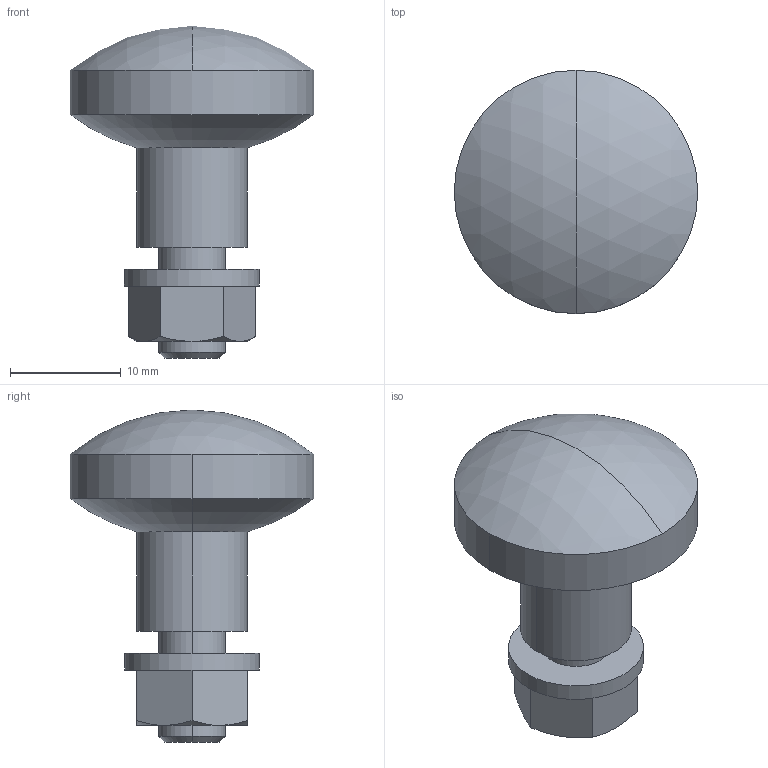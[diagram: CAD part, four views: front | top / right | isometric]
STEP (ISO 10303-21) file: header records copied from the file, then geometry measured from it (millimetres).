
FILE_DESCRIPTION (( 'STEP AP203' ), '1' );
FILE_NAME ('A-1038.STEP', '2008-09-18T12:42:12', ( ' ' ), ( ' ' ), 'SwSTEP 2.0', 'SolidWorks 2007', '' );
FILE_SCHEMA (( 'CONFIG_CONTROL_DESIGN' ));
Length unit declared in the file: millimetre
Products named in the file (4): A-1038; 六角ナットM6（1種）_JIS B 1181 Hexagon nut - Class 1 Finished M6 --N; A-1038杮懱_棉太倌; スプリングワッシャーM6_JIS B 1251 No.2 6
Assembly tree (3 placements, depth 2):
  A-1038
    A-1038杮懱_棉太倌
    スプリングワッシャーM6_JIS B 1251 No.2 6
    六角ナットM6（1種）_JIS B 1181 Hexagon nut - Class 1 Finished M6 --N
Bounding box: 22 x 22 x 30 mm (x, y, z)
Volume: 4466 mm3; surface area: 2232.9 mm2
Topology: 3 solids, 3 shells, 42 faces, 88 edges, 53 vertices
Faces by surface type: plane 14, cylinder 12, cone 12, sphere 2, torus 2
Entity records: 1570 total; most frequent: CARTESIAN_POINT 249, DIRECTION 212, ORIENTED_EDGE 176, EDGE_CURVE 88, AXIS2_PLACEMENT_3D 88, VERTEX_POINT 53, EDGE_LOOP 45, ADVANCED_FACE 42
